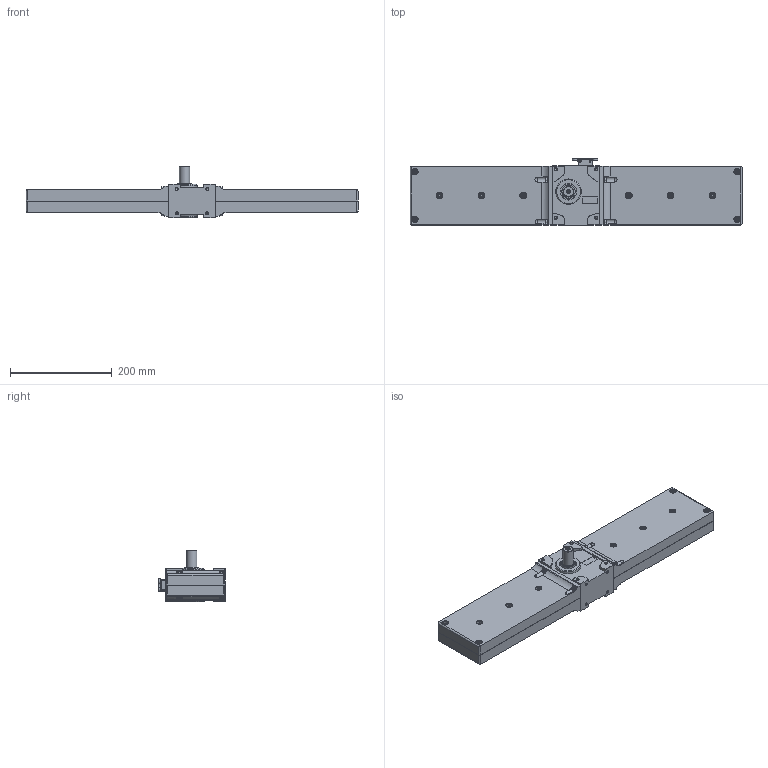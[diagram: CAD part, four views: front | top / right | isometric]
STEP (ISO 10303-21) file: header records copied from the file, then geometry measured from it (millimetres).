
FILE_DESCRIPTION(/* description */ ('STEP AP214'),/* implementation_level */ '2;1');
FILE_NAME(/* name */ 'ZCA35N100ER',/* time_stamp */ '2023-09-19T10:50:50+02:00',/* author */ ('License CC BY-ND 4.0'),/* organization */ ('CADENAS'),/* preprocessor_version */ 'ST-DEVELOPER v19.3',/* originating_system */ 'PARTsolutions',/* authorisation */ ' ');
FILE_SCHEMA (('AUTOMOTIVE_DESIGN {1 0 10303 214 3 1 1}'));
Length unit declared in the file: millimetre
Products named in the file (5): ZCA35N100ER; ZCA35-_ZC+tp; ZCA35100_hr; ZCA35100_hl; ZCA35R_ds+is
Assembly tree (4 placements, depth 2):
  ZCA35N100ER
    ZCA35-_ZC+tp
    ZCA35100_hr
    ZCA35100_hl
    ZCA35R_ds+is
Bounding box: 654 x 131 x 102 mm (x, y, z)
Volume: 3594593.3 mm3; surface area: 280450 mm2
Topology: 4 solids, 4 shells, 970 faces, 2305 edges, 1458 vertices
Faces by surface type: plane 535, cylinder 217, cone 163, torus 43, sphere 8, bspline 4
Full cylindrical faces by diameter (mm): 2.5 x1, 3.242 x10, 3.59 x4, 4.134 x4, 4.917 x19, 6.5 x1, 7 x18, 7.6 x8, 8 x8, 9.5 x10, 10 x3, 10.5 x3, 11 x23, 19.8 x1, 20 x2, 25 x1, 27 x1, 27.04 x1, 30.44 x1, 32 x2, 36.916 x1, 38.071 x1
Entity records: 26651 total; most frequent: CARTESIAN_POINT 5184, DIRECTION 4442, ORIENTED_EDGE 3980, EDGE_CURVE 1990, AXIS2_PLACEMENT_3D 1639, VERTEX_POINT 1429, FACE_BOUND 1383, EDGE_LOOP 1364
